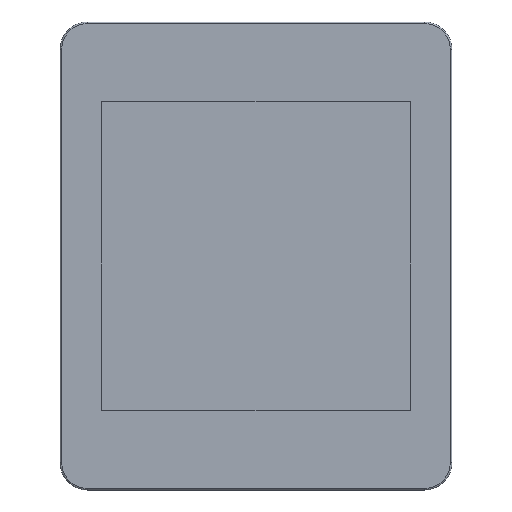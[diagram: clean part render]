
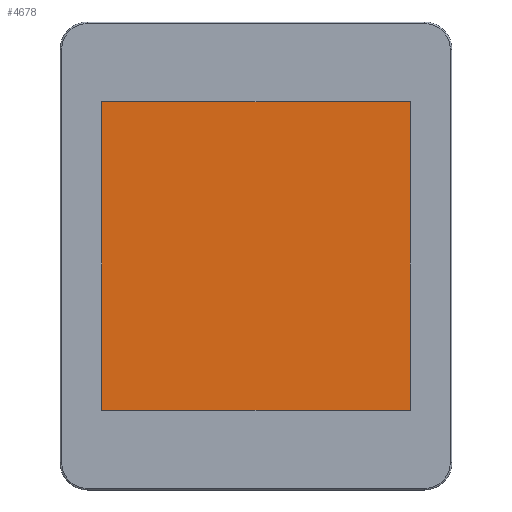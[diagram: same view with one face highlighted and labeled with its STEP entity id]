
A CAD part, top view. The second image highlights one B-rep face of the part: STEP entity #4678.
In plain terms, the highlighted planar face has unit normal (0, 0, 1).
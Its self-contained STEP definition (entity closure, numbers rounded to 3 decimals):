
#212=PLANE('',#5022);
#463=LINE('',#6887,#1016);
#467=LINE('',#6894,#1020);
#470=LINE('',#6900,#1023);
#472=LINE('',#6903,#1025);
#1016=VECTOR('',#5604,10.);
#1020=VECTOR('',#5610,10.);
#1023=VECTOR('',#5615,10.);
#1025=VECTOR('',#5619,10.);
#1596=FACE_OUTER_BOUND('',#1855,.T.);
#1855=EDGE_LOOP('',(#3589,#3590,#3591,#3592));
#2252=VERTEX_POINT('',#6884);
#2253=VERTEX_POINT('',#6886);
#2255=VERTEX_POINT('',#6892);
#2257=VERTEX_POINT('',#6898);
#2750=EDGE_CURVE('',#2252,#2253,#463,.T.);
#2754=EDGE_CURVE('',#2255,#2252,#467,.T.);
#2757=EDGE_CURVE('',#2257,#2255,#470,.T.);
#2759=EDGE_CURVE('',#2253,#2257,#472,.T.);
#3589=ORIENTED_EDGE('',*,*,#2750,.F.);
#3590=ORIENTED_EDGE('',*,*,#2754,.F.);
#3591=ORIENTED_EDGE('',*,*,#2757,.F.);
#3592=ORIENTED_EDGE('',*,*,#2759,.F.);
#4678=ADVANCED_FACE('',(#1596),#212,.T.);
#5022=AXIS2_PLACEMENT_3D('',#6904,#5620,#5621);
#5604=DIRECTION('',(0.,1.,0.));
#5610=DIRECTION('',(-1.,0.,0.));
#5615=DIRECTION('',(0.,-1.,0.));
#5619=DIRECTION('',(1.,0.,0.));
#5620=DIRECTION('center_axis',(0.,0.,1.));
#5621=DIRECTION('ref_axis',(1.,0.,0.));
#6884=CARTESIAN_POINT('',(6.67,8.592,1.1));
#6886=CARTESIAN_POINT('',(6.67,36.932,1.1));
#6887=CARTESIAN_POINT('',(6.67,8.592,1.1));
#6892=CARTESIAN_POINT('',(35.01,8.592,1.1));
#6894=CARTESIAN_POINT('',(35.01,8.592,1.1));
#6898=CARTESIAN_POINT('',(35.01,36.932,1.1));
#6900=CARTESIAN_POINT('',(35.01,36.932,1.1));
#6903=CARTESIAN_POINT('',(6.67,36.932,1.1));
#6904=CARTESIAN_POINT('Origin',(20.84,22.762,1.1));
